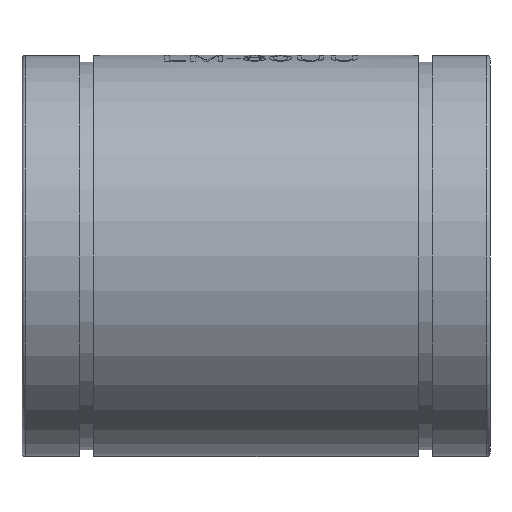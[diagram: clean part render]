
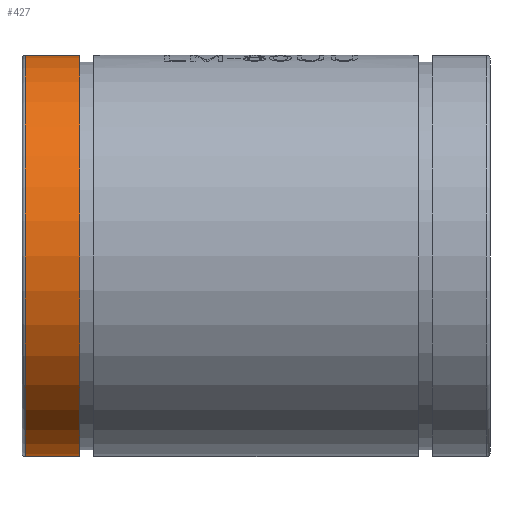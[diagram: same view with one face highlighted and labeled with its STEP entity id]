
A CAD part, front view. The second image highlights one B-rep face of the part: STEP entity #427.
In plain terms, the highlighted cylindrical face has radius 60 mm (diameter 120 mm), a full revolution.
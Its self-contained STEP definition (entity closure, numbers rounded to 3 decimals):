
#391=CYLINDRICAL_SURFACE('',#5015,60.);
#427=ADVANCED_FACE('',(#947,#948),#391,.T.);
#883=CIRCLE('',#5013,60.);
#884=CIRCLE('',#5014,60.);
#947=FACE_BOUND('',#1037,.T.);
#948=FACE_BOUND('',#1038,.T.);
#1037=EDGE_LOOP('',(#1912));
#1038=EDGE_LOOP('',(#1913));
#1912=ORIENTED_EDGE('',*,*,#3718,.T.);
#1913=ORIENTED_EDGE('',*,*,#3719,.T.);
#3262=VERTEX_POINT('',#7323);
#3263=VERTEX_POINT('',#7325);
#3718=EDGE_CURVE('',#3262,#3262,#883,.T.);
#3719=EDGE_CURVE('',#3263,#3263,#884,.T.);
#5013=AXIS2_PLACEMENT_3D('',#7322,#5380,#5381);
#5014=AXIS2_PLACEMENT_3D('',#7324,#5382,#5383);
#5015=AXIS2_PLACEMENT_3D('',#7326,#5384,#5385);
#5380=DIRECTION('',(1.,0.,0.));
#5381=DIRECTION('',(0.,0.,1.));
#5382=DIRECTION('',(-1.,0.,0.));
#5383=DIRECTION('',(0.,0.,-1.));
#5384=DIRECTION('',(-1.,0.,0.));
#5385=DIRECTION('',(0.,0.,1.));
#7322=CARTESIAN_POINT('',(1.,0.,0.));
#7323=CARTESIAN_POINT('',(1.,0.,60.));
#7324=CARTESIAN_POINT('',(17.25,0.,0.));
#7325=CARTESIAN_POINT('',(17.25,0.,-60.));
#7326=CARTESIAN_POINT('',(6.487,0.,0.));
